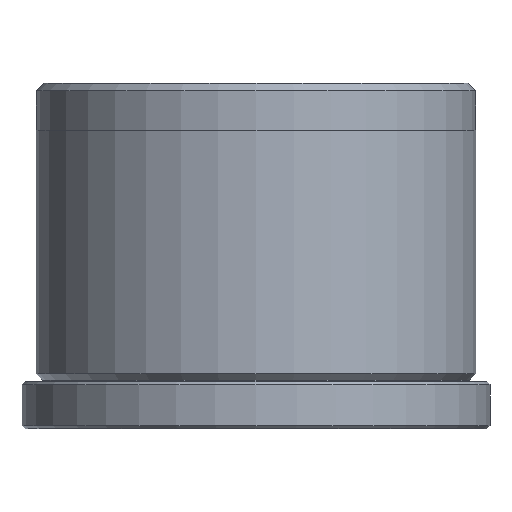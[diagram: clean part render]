
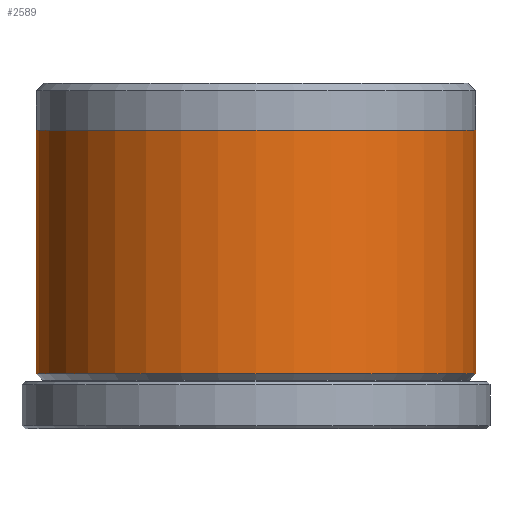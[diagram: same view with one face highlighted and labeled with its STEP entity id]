
A CAD part, front view. The second image highlights one B-rep face of the part: STEP entity #2589.
In plain terms, the highlighted cylindrical face has radius 14 mm (diameter 28 mm), a partial arc.
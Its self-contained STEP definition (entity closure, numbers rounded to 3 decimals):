
#135 = ORIENTED_EDGE ( 'NONE', *, *, #2457, .T. ) ;
#143 = DIRECTION ( 'NONE',  ( -1., 0., 0. ) ) ;
#151 = EDGE_CURVE ( 'NONE', #1635, #2602, #452, .T. ) ;
#158 = DIRECTION ( 'NONE',  ( 0., 0., -1. ) ) ;
#165 = VECTOR ( 'NONE', #227, 1000. ) ;
#227 = DIRECTION ( 'NONE',  ( 0., 0., -1. ) ) ;
#342 = CARTESIAN_POINT ( 'NONE',  ( 0., 0., 22. ) ) ;
#370 = CARTESIAN_POINT ( 'NONE',  ( 14., 0., 22. ) ) ;
#387 = FACE_OUTER_BOUND ( 'NONE', #1904, .T. ) ;
#452 = LINE ( 'NONE', #370, #2517 ) ;
#545 = CARTESIAN_POINT ( 'NONE',  ( 14., 0., 3.5 ) ) ;
#654 = EDGE_CURVE ( 'NONE', #676, #1635, #1231, .T. ) ;
#676 = VERTEX_POINT ( 'NONE', #2535 ) ;
#1036 = CARTESIAN_POINT ( 'NONE',  ( 14., 0., 19. ) ) ;
#1064 = CARTESIAN_POINT ( 'NONE',  ( 0., 0., 3.5 ) ) ;
#1212 = ORIENTED_EDGE ( 'NONE', *, *, #151, .F. ) ;
#1231 = CIRCLE ( 'NONE', #2507, 14. ) ;
#1234 = LINE ( 'NONE', #1434, #165 ) ;
#1236 = DIRECTION ( 'NONE',  ( 0., 0., -1. ) ) ;
#1251 = DIRECTION ( 'NONE',  ( -1., 0., 0. ) ) ;
#1315 = AXIS2_PLACEMENT_3D ( 'NONE', #342, #1745, #143 ) ;
#1434 = CARTESIAN_POINT ( 'NONE',  ( -14., 0., 22. ) ) ;
#1541 = ORIENTED_EDGE ( 'NONE', *, *, #654, .F. ) ;
#1635 = VERTEX_POINT ( 'NONE', #1036 ) ;
#1745 = DIRECTION ( 'NONE',  ( 0., 0., -1. ) ) ;
#1850 = CIRCLE ( 'NONE', #2498, 14. ) ;
#1858 = EDGE_CURVE ( 'NONE', #2602, #2024, #1850, .T. ) ;
#1904 = EDGE_LOOP ( 'NONE', ( #1212, #1541, #135, #2177 ) ) ;
#1913 = CYLINDRICAL_SURFACE ( 'NONE', #1315, 14. ) ;
#2024 = VERTEX_POINT ( 'NONE', #2069 ) ;
#2069 = CARTESIAN_POINT ( 'NONE',  ( -14., 0., 3.5 ) ) ;
#2090 = DIRECTION ( 'NONE',  ( 1., 0., 0. ) ) ;
#2177 = ORIENTED_EDGE ( 'NONE', *, *, #1858, .F. ) ;
#2457 = EDGE_CURVE ( 'NONE', #676, #2024, #1234, .T. ) ;
#2498 = AXIS2_PLACEMENT_3D ( 'NONE', #1064, #1236, #1251 ) ;
#2507 = AXIS2_PLACEMENT_3D ( 'NONE', #2565, #2574, #2090 ) ;
#2517 = VECTOR ( 'NONE', #158, 1000. ) ;
#2535 = CARTESIAN_POINT ( 'NONE',  ( -14., 0., 19. ) ) ;
#2565 = CARTESIAN_POINT ( 'NONE',  ( 0., 0., 19. ) ) ;
#2574 = DIRECTION ( 'NONE',  ( 0., 0., 1. ) ) ;
#2589 = ADVANCED_FACE ( 'NONE', ( #387 ), #1913, .T. ) ;
#2602 = VERTEX_POINT ( 'NONE', #545 ) ;
